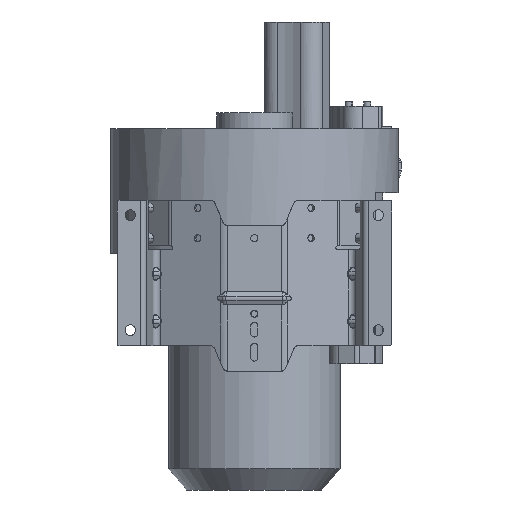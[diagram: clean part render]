
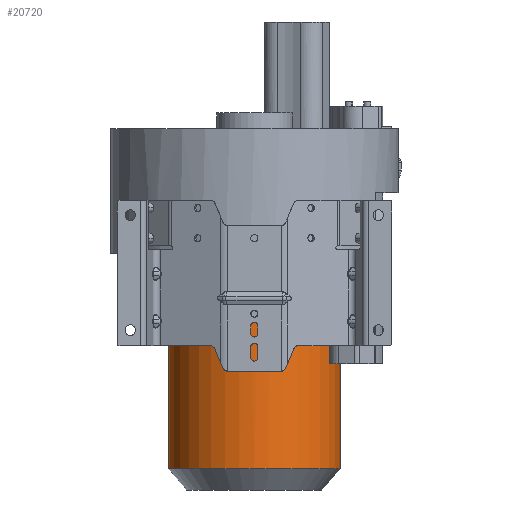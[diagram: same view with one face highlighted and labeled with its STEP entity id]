
A CAD part, front view. The second image highlights one B-rep face of the part: STEP entity #20720.
In plain terms, the highlighted cylindrical face has radius 113.5 mm (diameter 227 mm), a partial arc.
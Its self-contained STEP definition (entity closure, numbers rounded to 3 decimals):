
#3741=CARTESIAN_POINT('',(0.,0.,-40.8));
#3742=DIRECTION('',(0.,0.,-1.));
#3743=DIRECTION('',(1.,0.,0.));
#3744=AXIS2_PLACEMENT_3D('',#3741,#3742,#3743);
#7097=DIRECTION('',(0.,0.,-1.));
#7098=VECTOR('',#7097,284.2);
#7099=CARTESIAN_POINT('',(-113.5,0.,-40.8));
#7100=LINE('',#7099,#7098);
#7171=CARTESIAN_POINT('',(0.,0.,-325.));
#7172=DIRECTION('',(0.,0.,-1.));
#7173=DIRECTION('',(1.,0.,0.));
#7174=AXIS2_PLACEMENT_3D('',#7171,#7172,#7173);
#7176=DIRECTION('',(0.,0.,-1.));
#7177=VECTOR('',#7176,284.2);
#7178=CARTESIAN_POINT('',(113.5,0.,-40.8));
#7179=LINE('',#7178,#7177);
#7234=CARTESIAN_POINT('',(0.,-113.5,-113.25));
#7235=CARTESIAN_POINT('',(0.782,-113.5,-113.25));
#7236=CARTESIAN_POINT('',(2.348,-113.483,
-113.525));
#7237=CARTESIAN_POINT('',(4.419,-113.419,
-114.715));
#7238=CARTESIAN_POINT('',(5.965,-113.345,
-116.555));
#7239=CARTESIAN_POINT('',(6.783,-113.297,
-118.796));
#7240=CARTESIAN_POINT('',(6.784,-113.297,
-121.203));
#7241=CARTESIAN_POINT('',(5.965,-113.345,
-123.445));
#7242=CARTESIAN_POINT('',(4.422,-113.419,
-125.283));
#7243=CARTESIAN_POINT('',(2.345,-113.483,
-126.477));
#7244=CARTESIAN_POINT('',(0.781,-113.5,-126.75));
#7245=CARTESIAN_POINT('',(0.,-113.5,-126.75));
#7251=CARTESIAN_POINT('',(0.,-113.5,-126.75));
#7252=CARTESIAN_POINT('',(-0.782,-113.5,-126.75));
#7253=CARTESIAN_POINT('',(-2.348,-113.483,
-126.475));
#7254=CARTESIAN_POINT('',(-4.419,-113.419,
-125.286));
#7255=CARTESIAN_POINT('',(-5.965,-113.345,
-123.445));
#7256=CARTESIAN_POINT('',(-6.783,-113.297,
-121.205));
#7257=CARTESIAN_POINT('',(-6.784,-113.297,
-118.798));
#7258=CARTESIAN_POINT('',(-5.965,-113.345,
-116.555));
#7259=CARTESIAN_POINT('',(-4.422,-113.419,
-114.718));
#7260=CARTESIAN_POINT('',(-2.345,-113.483,
-113.524));
#7261=CARTESIAN_POINT('',(-0.781,-113.5,-113.25));
#7262=CARTESIAN_POINT('',(0.,-113.5,-113.25));
#10741=CARTESIAN_POINT('',(-113.5,0.,-40.8));
#10742=CARTESIAN_POINT('',(113.5,0.,-40.8));
#10743=VERTEX_POINT('',#10741);
#10744=VERTEX_POINT('',#10742);
#10745=VERTEX_POINT('',#7251);
#10746=VERTEX_POINT('',#7262);
#10753=CARTESIAN_POINT('',(113.5,0.,-325.));
#10754=CARTESIAN_POINT('',(-113.5,0.,-325.));
#10755=VERTEX_POINT('',#10753);
#10756=VERTEX_POINT('',#10754);
#20703=CARTESIAN_POINT('',(0.,0.,-40.8));
#20704=DIRECTION('',(0.,0.,-1.));
#20705=DIRECTION('',(-1.,0.,0.));
#20706=AXIS2_PLACEMENT_3D('',#20703,#20704,#20705);
#20707=CYLINDRICAL_SURFACE('',#20706,113.5);
#20708=ORIENTED_EDGE('',*,*,#20685,.T.);
#20709=ORIENTED_EDGE('',*,*,#20637,.F.);
#20710=ORIENTED_EDGE('',*,*,#16656,.F.);
#20711=ORIENTED_EDGE('',*,*,#20634,.T.);
#20712=EDGE_LOOP('',(#20708,#20709,#20710,#20711));
#20713=FACE_OUTER_BOUND('',#20712,.F.);
#20715=ORIENTED_EDGE('',*,*,#20714,.F.);
#20717=ORIENTED_EDGE('',*,*,#20716,.F.);
#20718=EDGE_LOOP('',(#20715,#20717));
#20719=FACE_BOUND('',#20718,.F.);
#20720=ADVANCED_FACE('',(#20713,#20719),#20707,.T.);
#3745=CIRCLE('',#3744,113.5);
#7175=CIRCLE('',#7174,113.5);
#7246=B_SPLINE_CURVE_WITH_KNOTS('',3,(#7234,#7235,#7236,#7237,#7238,#7239,#7240,
#7241,#7242,#7243,#7244,#7245),.UNSPECIFIED.,.F.,.F.,(4,1,1,1,1,1,1,1,1,4),
(0.,0.111,0.222,0.333,0.444,
0.556,0.667,0.778,0.889,1.),
.UNSPECIFIED.);
#7263=B_SPLINE_CURVE_WITH_KNOTS('',3,(#7251,#7252,#7253,#7254,#7255,#7256,#7257,
#7258,#7259,#7260,#7261,#7262),.UNSPECIFIED.,.F.,.F.,(4,1,1,1,1,1,1,1,1,4),
(0.,0.111,0.222,0.333,0.444,
0.556,0.667,0.778,0.889,1.),
.UNSPECIFIED.);
#16656=EDGE_CURVE('',#10744,#10743,#3745,.T.);
#20634=EDGE_CURVE('',#10744,#10755,#7179,.T.);
#20637=EDGE_CURVE('',#10743,#10756,#7100,.T.);
#20685=EDGE_CURVE('',#10755,#10756,#7175,.T.);
#20714=EDGE_CURVE('',#10745,#10746,#7263,.T.);
#20716=EDGE_CURVE('',#10746,#10745,#7246,.T.);
